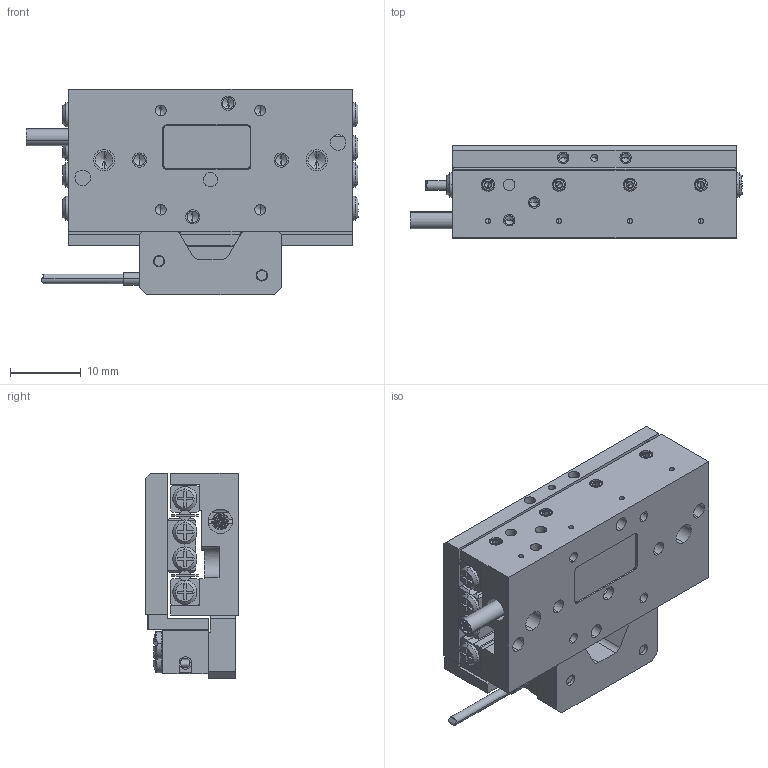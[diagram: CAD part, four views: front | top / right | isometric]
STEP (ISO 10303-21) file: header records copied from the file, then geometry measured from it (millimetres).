
FILE_DESCRIPTION (( 'STEP AP214' ), '1' );
FILE_NAME ('PPS-20-13XXC.STEP', '2023-08-24T16:17:55', ( '' ), ( '' ), 'SwSTEP 2.0', 'SolidWorks 2023', '' );
FILE_SCHEMA (( 'AUTOMOTIVE_DESIGN' ));
Length unit declared in the file: millimetre
Products named in the file (17): Dowel Pin, M-DIN_M01 x 005; PPS-20, Carriage, Master Part_40mm; NB Slide Way SVW 1000 Cage_SVW 1040-11Z Custom; PPS-20, Base, Master Part_L40, No Ears; SCREW, MS-SCH, M-DIN_M2 x 0.4 x 10mm; SCREW, MS-PPH, M-JCIS_M1.6 x 0.35 x 4mm; NB Slide Way SVW 1000 Center Way_SVW 1040; 430553 PPS-20 & 28, Scale Bracket, MiniStar, L40_40mm; 130160 Bearing, NB, Slide Way, SVW 1000_SVW 1040-11Z Custom (Rigid at Center); Set Screw, Cup-H, E-ASME_E1-72 x 1''16; PPS-20, Back Cover, Master Part; TFC-421 Silver Braided Cable_L20; SCREW, MS-SCH, M-DIN_M1.6 x 0.35 x 08mm; PPS-20-13XXC; 430550-A Magnetic Encoder Bracket; NB Slide Way SVW 1000 Rail_demo ; 110109-101 Encoder Head, MiniStarV2,  Vacuum
Assembly tree (33 placements, depth 3):
  PPS-20-13XXC
    PPS-20, Base, Master Part_L40, No Ears
    PPS-20, Back Cover, Master Part
    TFC-421 Silver Braided Cable_L20
    PPS-20, Carriage, Master Part_40mm
    130160 Bearing, NB, Slide Way, SVW 1000_SVW 1040-11Z Custom (Rigid at Center)
      NB Slide Way SVW 1000 Rail_demo   x2
      NB Slide Way SVW 1000 Center Way_SVW 1040
      NB Slide Way SVW 1000 Cage_SVW 1040-11Z Custom  x2
    Set Screw, Cup-H, E-ASME_E1-72 x 1''16  x4
    SCREW, MS-PPH, M-JCIS_M1.6 x 0.35 x 4mm  x10
    Dowel Pin, M-DIN_M01 x 005  x2
    110109-101 Encoder Head, MiniStarV2,  Vacuum
    430550-A Magnetic Encoder Bracket
    SCREW, MS-SCH, M-DIN_M1.6 x 0.35 x 08mm  x2
    SCREW, MS-SCH, M-DIN_M2 x 0.4 x 10mm  x2
    430553 PPS-20 & 28, Scale Bracket, MiniStar, L40_40mm
Bounding box: 46.8 x 13 x 29 mm (x, y, z)
Volume: 10143.7 mm3; surface area: 13337.2 mm2
Topology: 45 solids, 45 shells, 1540 faces, 3790 edges, 2345 vertices
Faces by surface type: plane 668, cylinder 503, cone 264, torus 76, sphere 16, bspline 13
Entity records: 48217 total; most frequent: CARTESIAN_POINT 24995, DIRECTION 4829, ORIENTED_EDGE 4548, EDGE_CURVE 2274, AXIS2_PLACEMENT_3D 1793, VERTEX_POINT 1481, LINE 1243, VECTOR 1243
